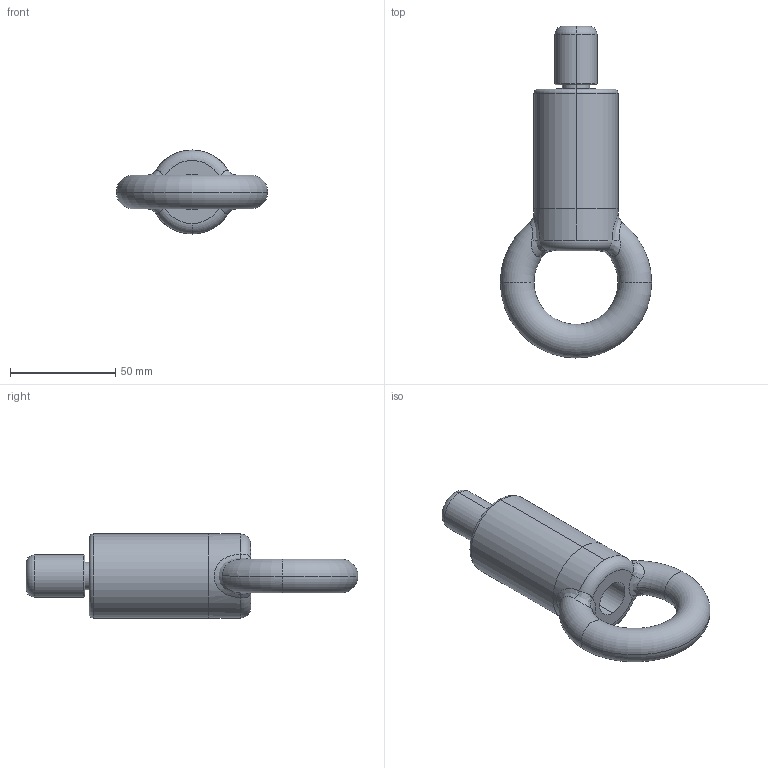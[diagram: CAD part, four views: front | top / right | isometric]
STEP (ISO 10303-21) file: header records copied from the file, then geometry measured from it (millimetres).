
FILE_DESCRIPTION (( 'STEP AP214' ), '1' );
FILE_NAME ('T37681.step', '2023-06-08T07:35:03', ( '' ), ( '' ), 'SwSTEP 2.0', 'SolidWorks 2022', '' );
FILE_SCHEMA (( 'AUTOMOTIVE_DESIGN' ));
Length unit declared in the file: millimetre
Products named in the file (1): T37681
Bounding box: 72 x 158 x 40 mm (x, y, z)
Volume: 116150.4 mm3; surface area: 26869.5 mm2
Topology: 2 solids, 2 shells, 44 faces, 96 edges, 57 vertices
Faces by surface type: torus 15, cylinder 14, bspline 8, plane 7
Entity records: 2365 total; most frequent: CARTESIAN_POINT 1370, DIRECTION 212, ORIENTED_EDGE 192, AXIS2_PLACEMENT_3D 99, EDGE_CURVE 96, CIRCLE 62, VERTEX_POINT 57, EDGE_LOOP 49
